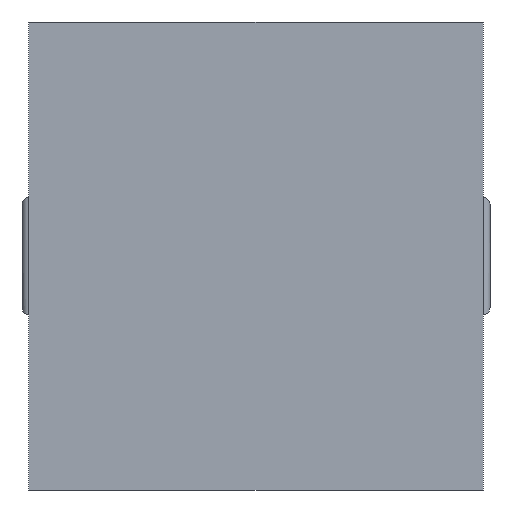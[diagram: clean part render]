
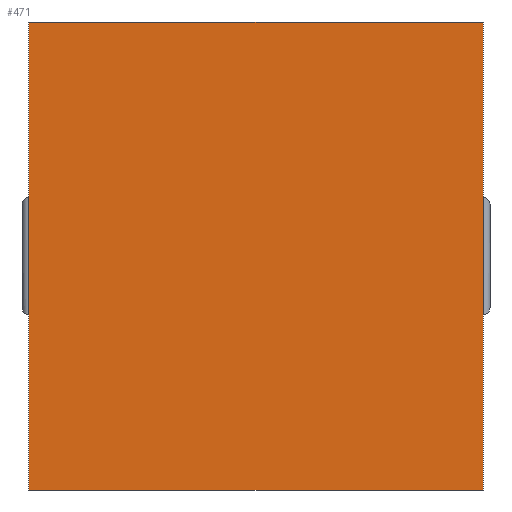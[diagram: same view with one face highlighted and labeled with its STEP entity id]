
A CAD part, front view. The second image highlights one B-rep face of the part: STEP entity #471.
In plain terms, the highlighted planar face has unit normal (0, -1, 0).
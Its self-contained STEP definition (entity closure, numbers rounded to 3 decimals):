
#131 = ORIENTED_EDGE ( 'NONE', *, *, #2894, .F. ) ;
#256 = DIRECTION ( 'NONE',  ( 0., 1., 0. ) ) ;
#271 = CARTESIAN_POINT ( 'NONE',  ( 10.1, 0., 10.4 ) ) ;
#471 = ADVANCED_FACE ( 'NONE', ( #529 ), #2304, .F. ) ;
#505 = AXIS2_PLACEMENT_3D ( 'NONE', #729, #256, #3372 ) ;
#529 = FACE_OUTER_BOUND ( 'NONE', #1598, .T. ) ;
#531 = EDGE_CURVE ( 'NONE', #2151, #1732, #2851, .T. ) ;
#537 = CARTESIAN_POINT ( 'NONE',  ( 0., 0., 0. ) ) ;
#729 = CARTESIAN_POINT ( 'NONE',  ( 0., 0., 10.4 ) ) ;
#778 = VECTOR ( 'NONE', #3334, 1000. ) ;
#1009 = EDGE_CURVE ( 'NONE', #1685, #2718, #1782, .T. ) ;
#1029 = ORIENTED_EDGE ( 'NONE', *, *, #1009, .F. ) ;
#1044 = LINE ( 'NONE', #271, #778 ) ;
#1212 = LINE ( 'NONE', #2255, #2628 ) ;
#1243 = DIRECTION ( 'NONE',  ( 1., 0., 0. ) ) ;
#1245 = CARTESIAN_POINT ( 'NONE',  ( 0., 0., 10.4 ) ) ;
#1250 = DIRECTION ( 'NONE',  ( 1., 0., 0. ) ) ;
#1339 = CARTESIAN_POINT ( 'NONE',  ( 0., 0., 0. ) ) ;
#1452 = CARTESIAN_POINT ( 'NONE',  ( 10.1, 0., 10.4 ) ) ;
#1471 = DIRECTION ( 'NONE',  ( 0., 0., -1. ) ) ;
#1598 = EDGE_LOOP ( 'NONE', ( #1626, #131, #1029, #1773 ) ) ;
#1626 = ORIENTED_EDGE ( 'NONE', *, *, #531, .T. ) ;
#1685 = VERTEX_POINT ( 'NONE', #1245 ) ;
#1732 = VERTEX_POINT ( 'NONE', #1741 ) ;
#1741 = CARTESIAN_POINT ( 'NONE',  ( 10.1, 0., 0. ) ) ;
#1773 = ORIENTED_EDGE ( 'NONE', *, *, #2317, .T. ) ;
#1782 = LINE ( 'NONE', #2553, #2283 ) ;
#2151 = VERTEX_POINT ( 'NONE', #1339 ) ;
#2255 = CARTESIAN_POINT ( 'NONE',  ( 0., 0., 10.4 ) ) ;
#2283 = VECTOR ( 'NONE', #1250, 1000. ) ;
#2304 = PLANE ( 'NONE',  #505 ) ;
#2317 = EDGE_CURVE ( 'NONE', #1685, #2151, #1212, .T. ) ;
#2553 = CARTESIAN_POINT ( 'NONE',  ( 0., 0., 10.4 ) ) ;
#2628 = VECTOR ( 'NONE', #1471, 1000. ) ;
#2718 = VERTEX_POINT ( 'NONE', #1452 ) ;
#2851 = LINE ( 'NONE', #537, #3285 ) ;
#2894 = EDGE_CURVE ( 'NONE', #2718, #1732, #1044, .T. ) ;
#3285 = VECTOR ( 'NONE', #1243, 1000. ) ;
#3334 = DIRECTION ( 'NONE',  ( 0., 0., -1. ) ) ;
#3372 = DIRECTION ( 'NONE',  ( 0., 0., 1. ) ) ;
